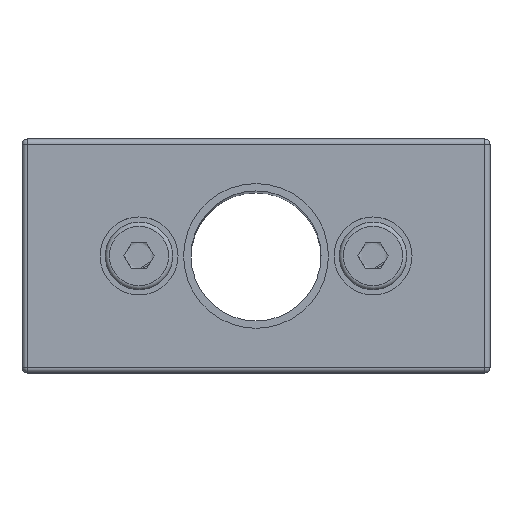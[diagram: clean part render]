
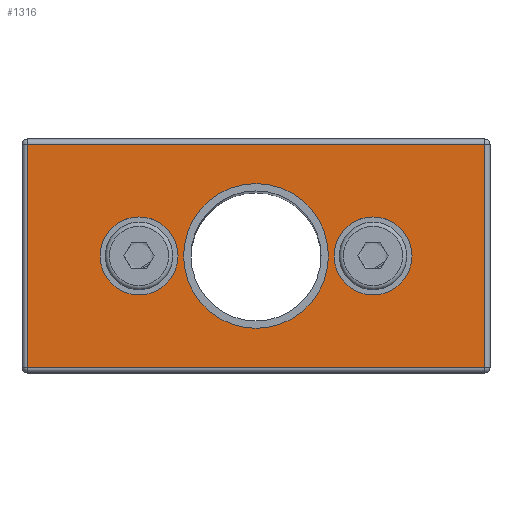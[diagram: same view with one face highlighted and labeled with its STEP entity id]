
A CAD part, top view. The second image highlights one B-rep face of the part: STEP entity #1316.
In plain terms, the highlighted planar face has unit normal (0, 0, 1).
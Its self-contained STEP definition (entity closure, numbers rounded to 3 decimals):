
#102=FACE_BOUND('',#270,.T.);
#103=FACE_BOUND('',#271,.T.);
#104=FACE_BOUND('',#272,.T.);
#118=PLANE('',#1581);
#183=FACE_OUTER_BOUND('',#269,.T.);
#269=EDGE_LOOP('',(#982,#983,#984,#985));
#270=EDGE_LOOP('',(#986));
#271=EDGE_LOOP('',(#987));
#272=EDGE_LOOP('',(#988));
#351=LINE('',#2168,#455);
#355=LINE('',#2177,#459);
#359=LINE('',#2186,#463);
#363=LINE('',#2195,#467);
#455=VECTOR('',#1750,10.);
#459=VECTOR('',#1760,10.);
#463=VECTOR('',#1770,10.);
#467=VECTOR('',#1780,10.);
#557=CIRCLE('',#1546,13.918);
#577=CIRCLE('',#1582,7.5);
#578=CIRCLE('',#1583,7.5);
#618=VERTEX_POINT('',#2133);
#622=VERTEX_POINT('',#2142);
#624=VERTEX_POINT('',#2147);
#628=VERTEX_POINT('',#2156);
#630=VERTEX_POINT('',#2161);
#642=VERTEX_POINT('',#2214);
#643=VERTEX_POINT('',#2216);
#734=EDGE_CURVE('',#618,#618,#557,.T.);
#750=EDGE_CURVE('',#630,#628,#351,.T.);
#755=EDGE_CURVE('',#624,#630,#355,.T.);
#760=EDGE_CURVE('',#628,#622,#359,.T.);
#765=EDGE_CURVE('',#622,#624,#363,.T.);
#775=EDGE_CURVE('',#642,#642,#577,.T.);
#776=EDGE_CURVE('',#643,#643,#578,.T.);
#982=ORIENTED_EDGE('',*,*,#750,.F.);
#983=ORIENTED_EDGE('',*,*,#755,.F.);
#984=ORIENTED_EDGE('',*,*,#765,.F.);
#985=ORIENTED_EDGE('',*,*,#760,.F.);
#986=ORIENTED_EDGE('',*,*,#734,.T.);
#987=ORIENTED_EDGE('',*,*,#775,.T.);
#988=ORIENTED_EDGE('',*,*,#776,.T.);
#1316=ADVANCED_FACE('',(#183,#102,#103,#104),#118,.T.);
#1546=AXIS2_PLACEMENT_3D('',#2134,#1710,#1711);
#1581=AXIS2_PLACEMENT_3D('',#2213,#1801,#1802);
#1582=AXIS2_PLACEMENT_3D('',#2215,#1803,#1804);
#1583=AXIS2_PLACEMENT_3D('',#2217,#1805,#1806);
#1710=DIRECTION('center_axis',(0.,0.,-1.));
#1711=DIRECTION('ref_axis',(1.,0.,0.));
#1750=DIRECTION('',(1.,0.,0.));
#1760=DIRECTION('',(0.,1.,0.));
#1770=DIRECTION('',(0.,-1.,0.));
#1780=DIRECTION('',(-1.,0.,0.));
#1801=DIRECTION('center_axis',(0.,0.,1.));
#1802=DIRECTION('ref_axis',(1.,0.,0.));
#1803=DIRECTION('center_axis',(0.,0.,-1.));
#1804=DIRECTION('ref_axis',(1.,0.,0.));
#1805=DIRECTION('center_axis',(0.,0.,-1.));
#1806=DIRECTION('ref_axis',(1.,0.,0.));
#2133=CARTESIAN_POINT('',(-13.918,0.,15.));
#2134=CARTESIAN_POINT('Origin',(0.,0.,15.));
#2142=CARTESIAN_POINT('',(44.,-21.5,15.));
#2147=CARTESIAN_POINT('',(-44.,-21.5,15.));
#2156=CARTESIAN_POINT('',(44.,21.5,15.));
#2161=CARTESIAN_POINT('',(-44.,21.5,15.));
#2168=CARTESIAN_POINT('',(-22.5,21.5,15.));
#2177=CARTESIAN_POINT('',(-44.,-11.25,15.));
#2186=CARTESIAN_POINT('',(44.,11.25,15.));
#2195=CARTESIAN_POINT('',(22.5,-21.5,15.));
#2213=CARTESIAN_POINT('Origin',(0.,0.,
15.));
#2214=CARTESIAN_POINT('',(-30.,0.,15.));
#2215=CARTESIAN_POINT('Origin',(-22.5,0.,15.));
#2216=CARTESIAN_POINT('',(15.,0.,15.));
#2217=CARTESIAN_POINT('Origin',(22.5,0.,15.));
